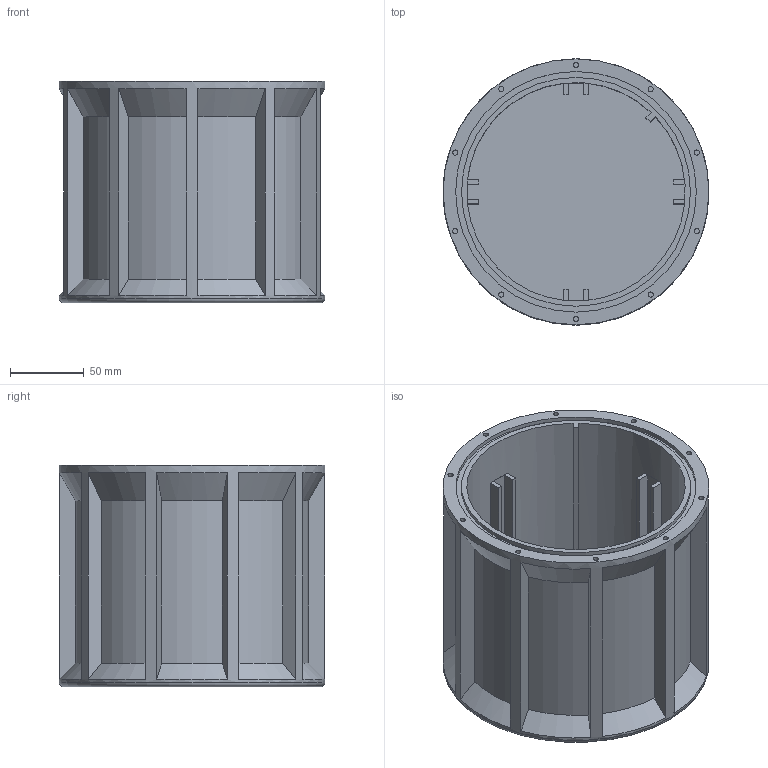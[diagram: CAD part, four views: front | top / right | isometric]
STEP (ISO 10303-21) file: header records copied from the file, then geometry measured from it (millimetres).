
FILE_DESCRIPTION(/* description */ (''),/* implementation_level */ '2;1');
FILE_NAME(/* name */ 'Bottom.step',/* time_stamp */ '2022-04-30T13:15:54-04:00',/* author */ (''),/* organization */ (''),/* preprocessor_version */ 'ST-DEVELOPER v18.1',/* originating_system */ 'Autodesk Translation Framework v10.14.0.1471',/* authorisation */ '');
FILE_SCHEMA (('AUTOMOTIVE_DESIGN { 1 0 10303 214 3 1 1 }'));
Length unit declared in the file: millimetre
Products named in the file (1): Bottom
Bounding box: 180 x 180 x 150 mm (x, y, z)
Volume: 803126.5 mm3; surface area: 241690.2 mm2
Topology: 1 solids, 1 shells, 123 faces, 280 edges, 181 vertices
Faces by surface type: plane 78, cylinder 24, cone 20, torus 1
Full cylindrical faces by diameter (mm): 3.5 x10, 155 x1, 163 x1, 180 x1
Entity records: 3439 total; most frequent: CARTESIAN_POINT 665, DIRECTION 576, ORIENTED_EDGE 560, EDGE_CURVE 280, AXIS2_PLACEMENT_3D 212, VERTEX_POINT 181, LINE 152, VECTOR 152
